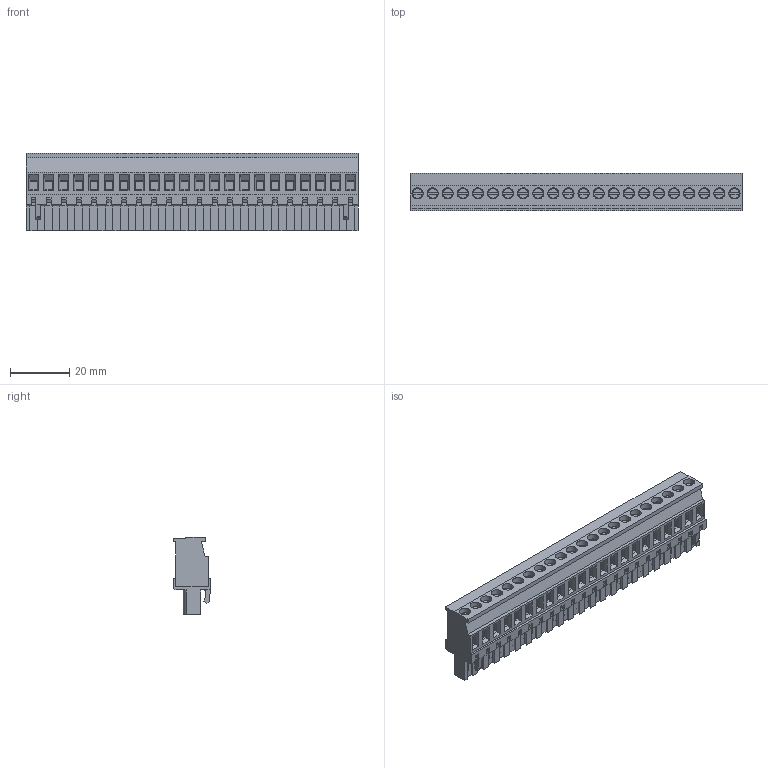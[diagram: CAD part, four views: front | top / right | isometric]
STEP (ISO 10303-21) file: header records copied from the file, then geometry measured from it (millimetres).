
FILE_DESCRIPTION( ( 'Unknown' ), '1' );
FILE_NAME( '691352510022.stp', 'Unknown', ( 'Unknown' ), ( 'Unknown' ), 'PSStep 14.0', 'Unknown', ' ' );
FILE_SCHEMA( ( 'AUTOMOTIVE_DESIGN { 1 0 10303 214 1 1 1 1 }' ) );
Length unit declared in the file: millimetre
Products named in the file (6): Assem1; 6913525100xx_CAGE; 6913525100xx; 6913525100xx_VIS; 691343510022; 691343510022_BAS
Assembly tree (68 placements, depth 2):
  Assem1
    6913525100xx_CAGE  x22
    6913525100xx  x22
    6913525100xx_VIS  x22
    691343510022
    691343510022_BAS
Bounding box: 111.76 x 12.6 x 26 mm (x, y, z)
Volume: 17194.4 mm3; surface area: 38829.3 mm2
Topology: 68 solids, 68 shells, 4478 faces, 12414 edges, 8070 vertices
Faces by surface type: plane 3456, cylinder 890, cone 66, torus 66
Full cylindrical faces by diameter (mm): 1.5 x22, 2.2 x22, 2.7 x22, 2.9 x22, 3 x22, 3.7 x22, 3.75 x22
Entity records: 93654 total; most frequent: CARTESIAN_POINT 13270, ORIENTED_EDGE 13036, DIRECTION 11710, EDGE_CURVE 6518, LINE 6170, VECTOR 6170, VERTEX_POINT 4306, AXIS2_PLACEMENT_3D 2770
